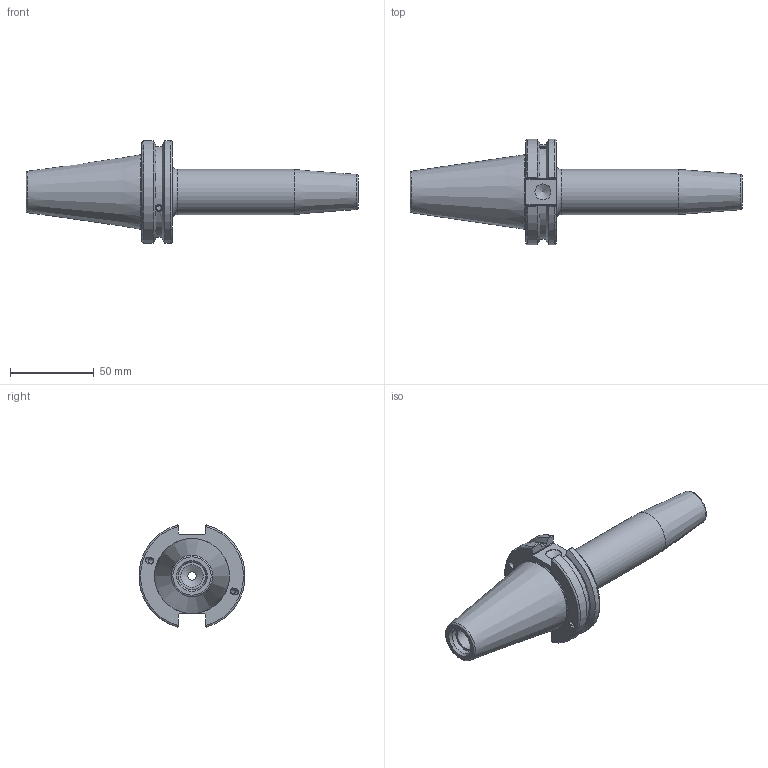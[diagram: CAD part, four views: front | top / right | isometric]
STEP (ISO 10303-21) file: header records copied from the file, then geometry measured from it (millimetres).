
FILE_DESCRIPTION(/* description */ (''),/* implementation_level */ '2;1');
FILE_NAME(/* name */ 'VB204JR.stp',/* time_stamp */ '2026-03-26T10:20:33+09:00',/* author */ ('YSH'),/* organization */ (''),/* preprocessor_version */ 'ST-DEVELOPER v20.1',/* originating_system */ 'Autodesk Inventor 2026',/* authorisation */ '');
FILE_SCHEMA (('AUTOMOTIVE_DESIGN { 1 0 10303 214 3 1 1 }'));
Length unit declared in the file: millimetre
Products named in the file (1): CAT50
Bounding box: 198.25 x 63.26 x 61.09 mm (x, y, z)
Volume: 153693.5 mm3; surface area: 33575.8 mm2
Topology: 1 solids, 1 shells, 88 faces, 239 edges, 156 vertices
Faces by surface type: plane 37, cylinder 29, cone 14, torus 8
Full cylindrical faces by diameter (mm): 2.459 x2, 3.242 x6, 4 x2, 4.2 x2, 4.917 x1, 7.938 x1, 9.1 x1, 9.525 x1, 13.386 x1, 16.3 x1, 27 x1
Entity records: 3062 total; most frequent: CARTESIAN_POINT 819, ORIENTED_EDGE 468, DIRECTION 457, EDGE_CURVE 234, AXIS2_PLACEMENT_3D 182, VERTEX_POINT 156, EDGE_LOOP 106, LINE 93
